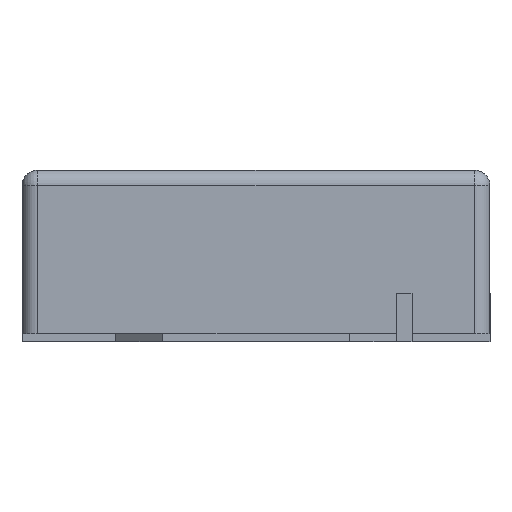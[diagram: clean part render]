
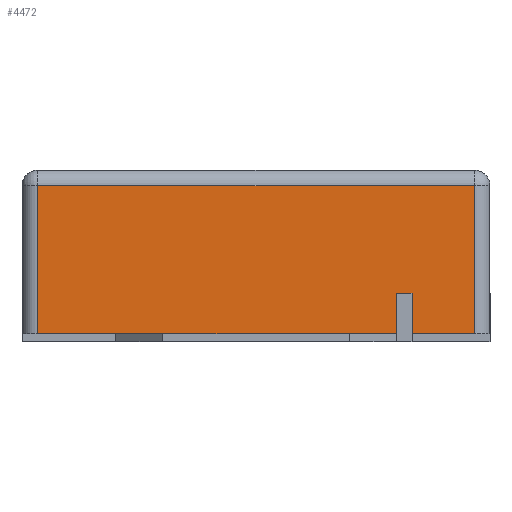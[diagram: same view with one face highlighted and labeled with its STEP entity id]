
A CAD part, left-side view. The second image highlights one B-rep face of the part: STEP entity #4472.
In plain terms, the highlighted planar face has unit normal (-1, 0, 0).
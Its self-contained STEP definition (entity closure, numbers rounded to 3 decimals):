
#129 = CARTESIAN_POINT ( 'NONE',  ( -2.75, -0.45, 0. ) ) ;
#143 = DIRECTION ( 'NONE',  ( 0., -1., 0. ) ) ;
#178 = LINE ( 'NONE', #5275, #1107 ) ;
#258 = ORIENTED_EDGE ( 'NONE', *, *, #593, .T. ) ;
#280 = ORIENTED_EDGE ( 'NONE', *, *, #5054, .T. ) ;
#335 = CARTESIAN_POINT ( 'NONE',  ( -2.75, -0.5, 0.13 ) ) ;
#450 = ORIENTED_EDGE ( 'NONE', *, *, #1568, .T. ) ;
#484 = VERTEX_POINT ( 'NONE', #4059 ) ;
#541 = FACE_OUTER_BOUND ( 'NONE', #4023, .T. ) ;
#593 = EDGE_CURVE ( 'NONE', #6157, #5602, #7296, .T. ) ;
#1100 = VERTEX_POINT ( 'NONE', #129 ) ;
#1104 = PLANE ( 'NONE',  #3198 ) ;
#1107 = VECTOR ( 'NONE', #143, 1000. ) ;
#1353 = EDGE_CURVE ( 'NONE', #1977, #484, #6813, .T. ) ;
#1439 = CARTESIAN_POINT ( 'NONE',  ( -2.75, 0.7, 0. ) ) ;
#1484 = CARTESIAN_POINT ( 'NONE',  ( -2.75, -0.7, 0.475 ) ) ;
#1568 = EDGE_CURVE ( 'NONE', #484, #6595, #3222, .T. ) ;
#1595 = DIRECTION ( 'NONE',  ( 0., 0., -1. ) ) ;
#1828 = CARTESIAN_POINT ( 'NONE',  ( -2.75, 0.7, 0.475 ) ) ;
#1977 = VERTEX_POINT ( 'NONE', #7012 ) ;
#2102 = LINE ( 'NONE', #335, #3942 ) ;
#2139 = CARTESIAN_POINT ( 'NONE',  ( -2.75, -0.7, 0.525 ) ) ;
#2158 = DIRECTION ( 'NONE',  ( 0., -1., 0. ) ) ;
#2193 = ORIENTED_EDGE ( 'NONE', *, *, #6523, .F. ) ;
#2421 = VECTOR ( 'NONE', #7237, 1000. ) ;
#2541 = EDGE_CURVE ( 'NONE', #6595, #6157, #5500, .T. ) ;
#2801 = VECTOR ( 'NONE', #6137, 1000. ) ;
#2847 = CARTESIAN_POINT ( 'NONE',  ( -2.75, 0.75, 0.525 ) ) ;
#3103 = CARTESIAN_POINT ( 'NONE',  ( -2.75, -0.45, 0.13 ) ) ;
#3198 = AXIS2_PLACEMENT_3D ( 'NONE', #2847, #5668, #5169 ) ;
#3222 = LINE ( 'NONE', #2139, #2421 ) ;
#3435 = VECTOR ( 'NONE', #4765, 1000. ) ;
#3443 = CARTESIAN_POINT ( 'NONE',  ( -2.75, -0.5, 0.13 ) ) ;
#3520 = VECTOR ( 'NONE', #5456, 1000. ) ;
#3702 = CARTESIAN_POINT ( 'NONE',  ( -2.75, -0.45, 0.13 ) ) ;
#3810 = LINE ( 'NONE', #3103, #2801 ) ;
#3845 = CARTESIAN_POINT ( 'NONE',  ( -2.75, 0.75, 0.475 ) ) ;
#3924 = CARTESIAN_POINT ( 'NONE',  ( -2.75, 0.7, 0.525 ) ) ;
#3942 = VECTOR ( 'NONE', #7205, 1000. ) ;
#4023 = EDGE_LOOP ( 'NONE', ( #4051, #258, #4466, #2193, #7054, #280, #6875, #450 ) ) ;
#4051 = ORIENTED_EDGE ( 'NONE', *, *, #2541, .T. ) ;
#4059 = CARTESIAN_POINT ( 'NONE',  ( -2.75, -0.7, 0. ) ) ;
#4116 = VECTOR ( 'NONE', #1595, 1000. ) ;
#4466 = ORIENTED_EDGE ( 'NONE', *, *, #6434, .T. ) ;
#4472 = ADVANCED_FACE ( 'NONE', ( #541 ), #1104, .F. ) ;
#4610 = EDGE_CURVE ( 'NONE', #6618, #5568, #7107, .T. ) ;
#4765 = DIRECTION ( 'NONE',  ( 0., 1., 0. ) ) ;
#5054 = EDGE_CURVE ( 'NONE', #6618, #1977, #2102, .T. ) ;
#5169 = DIRECTION ( 'NONE',  ( 0., 1., 0. ) ) ;
#5275 = CARTESIAN_POINT ( 'NONE',  ( -2.75, 0.75, 0. ) ) ;
#5456 = DIRECTION ( 'NONE',  ( 0., 1., 0. ) ) ;
#5500 = LINE ( 'NONE', #3845, #3520 ) ;
#5568 = VERTEX_POINT ( 'NONE', #3702 ) ;
#5602 = VERTEX_POINT ( 'NONE', #1439 ) ;
#5610 = CARTESIAN_POINT ( 'NONE',  ( -2.75, 0.75, 0. ) ) ;
#5668 = DIRECTION ( 'NONE',  ( 1., 0., 0. ) ) ;
#6137 = DIRECTION ( 'NONE',  ( 0., 0., -1. ) ) ;
#6157 = VERTEX_POINT ( 'NONE', #1828 ) ;
#6434 = EDGE_CURVE ( 'NONE', #5602, #1100, #178, .T. ) ;
#6523 = EDGE_CURVE ( 'NONE', #5568, #1100, #3810, .T. ) ;
#6595 = VERTEX_POINT ( 'NONE', #1484 ) ;
#6618 = VERTEX_POINT ( 'NONE', #7374 ) ;
#6813 = LINE ( 'NONE', #5610, #7244 ) ;
#6875 = ORIENTED_EDGE ( 'NONE', *, *, #1353, .T. ) ;
#7012 = CARTESIAN_POINT ( 'NONE',  ( -2.75, -0.5, 0. ) ) ;
#7054 = ORIENTED_EDGE ( 'NONE', *, *, #4610, .F. ) ;
#7107 = LINE ( 'NONE', #3443, #3435 ) ;
#7205 = DIRECTION ( 'NONE',  ( 0., 0., -1. ) ) ;
#7237 = DIRECTION ( 'NONE',  ( 0., 0., 1. ) ) ;
#7244 = VECTOR ( 'NONE', #2158, 1000. ) ;
#7296 = LINE ( 'NONE', #3924, #4116 ) ;
#7374 = CARTESIAN_POINT ( 'NONE',  ( -2.75, -0.5, 0.13 ) ) ;
